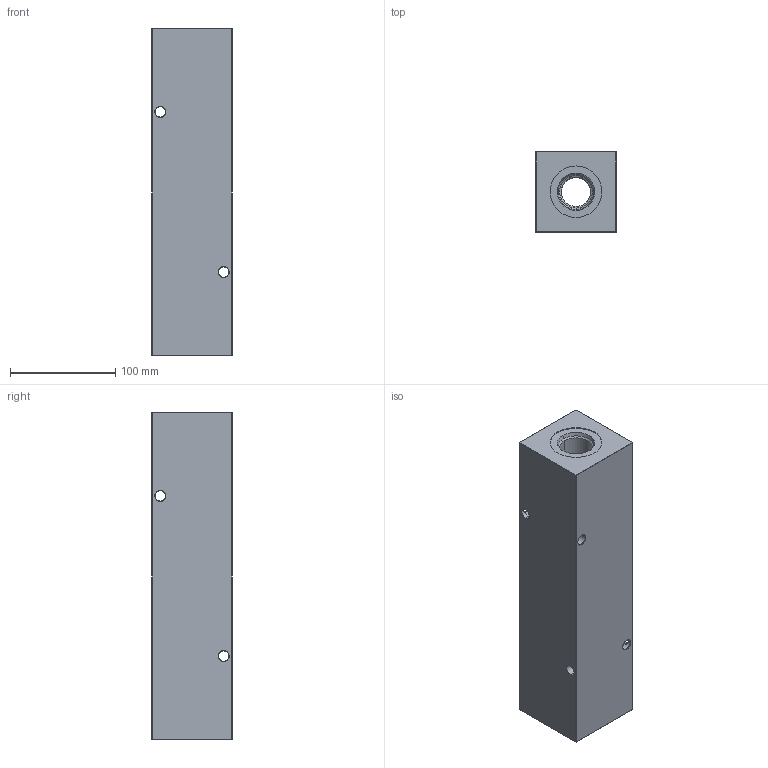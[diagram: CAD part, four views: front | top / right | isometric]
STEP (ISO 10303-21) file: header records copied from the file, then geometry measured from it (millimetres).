
FILE_DESCRIPTION (( 'STEP AP203' ), '1' );
FILE_NAME ('HM-4-90-S-16-10.STEP', '2020-11-09T23:20:44', ( '' ), ( '' ), 'SwSTEP 2.0', 'SolidWorks 2019', '' );
FILE_SCHEMA (( 'CONFIG_CONTROL_DESIGN' ));
Length unit declared in the file: inch
Products named in the file (1): HM-4-90-S-16-10
Bounding box: 76.2 x 76.2 x 311.15 mm (x, y, z)
Volume: 1512323.8 mm3; surface area: 148772.3 mm2
Topology: 1 solids, 1 shells, 601 faces, 1521 edges, 972 vertices
Faces by surface type: plane 256, bspline 195, cone 76, cylinder 74
Entity records: 28198 total; most frequent: CARTESIAN_POINT 14930, ORIENTED_EDGE 3042, DIRECTION 2083, EDGE_CURVE 1521, VERTEX_POINT 972, LINE 913, VECTOR 913, EDGE_LOOP 681
